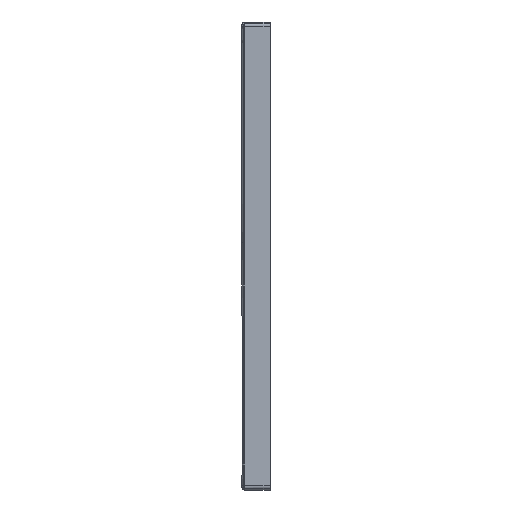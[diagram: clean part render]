
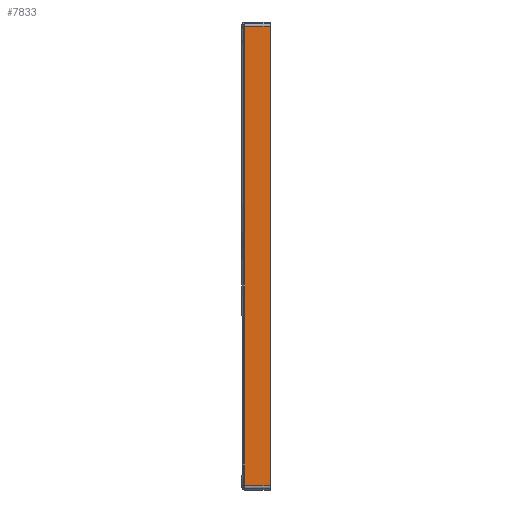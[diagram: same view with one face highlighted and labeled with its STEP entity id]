
A CAD part, left-side view. The second image highlights one B-rep face of the part: STEP entity #7833.
In plain terms, the highlighted planar face has unit normal (-1, 0, 0).
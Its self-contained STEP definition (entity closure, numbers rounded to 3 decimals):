
#1520=CARTESIAN_POINT('',(-850.,-5.107,45.));
#1521=CARTESIAN_POINT('',(-850.,-5.107,44.156));
#1522=CARTESIAN_POINT('',(-850.,-5.107,42.477));
#1523=CARTESIAN_POINT('',(-850.,-5.107,40.818));
#1524=CARTESIAN_POINT('',(-850.,-5.107,39.993));
#1526=CARTESIAN_POINT('',(-850.,-5.049,422.5));
#1527=CARTESIAN_POINT('',(-850.,-5.053,
400.24));
#1528=CARTESIAN_POINT('',(-850.,-5.063,
355.344));
#1529=CARTESIAN_POINT('',(-850.,-5.076,291.222));
#1530=CARTESIAN_POINT('',(-850.,-5.091,
217.282));
#1531=CARTESIAN_POINT('',(-850.,-5.103,
135.789));
#1532=CARTESIAN_POINT('',(-850.,-5.107,
76.134));
#1533=CARTESIAN_POINT('',(-850.,-5.107,45.));
#1535=CARTESIAN_POINT('',(-850.,-5.,793.));
#1536=CARTESIAN_POINT('',(-850.,-5.,784.992));
#1537=CARTESIAN_POINT('',(-850.,-5.,768.345));
#1538=CARTESIAN_POINT('',(-850.,-5.001,742.829));
#1539=CARTESIAN_POINT('',(-850.,-5.003,712.724));
#1540=CARTESIAN_POINT('',(-850.,-5.006,679.169));
#1541=CARTESIAN_POINT('',(-850.,-5.01,642.544));
#1542=CARTESIAN_POINT('',(-850.,-5.015,603.663));
#1543=CARTESIAN_POINT('',(-850.,-5.022,563.133));
#1544=CARTESIAN_POINT('',(-850.,-5.029,520.424));
#1545=CARTESIAN_POINT('',(-850.,-5.038,474.404));
#1546=CARTESIAN_POINT('',(-850.,-5.045,440.304));
#1547=CARTESIAN_POINT('',(-850.,-5.049,422.5));
#1549=DIRECTION('',(0.,-1.,0.));
#1550=VECTOR('',#1549,43.);
#1551=CARTESIAN_POINT('',(-850.,-5.,793.));
#1552=LINE('',#1551,#1550);
#1553=DIRECTION('',(0.,-1.,0.));
#1554=VECTOR('',#1553,42.981);
#1555=CARTESIAN_POINT('',(-850.,-5.019,7.));
#1556=LINE('',#1555,#1554);
#1557=CARTESIAN_POINT('',(-850.,-5.107,39.993));
#1558=CARTESIAN_POINT('',(-850.,-5.098,36.537));
#1559=CARTESIAN_POINT('',(-850.,-5.079,29.487));
#1560=CARTESIAN_POINT('',(-850.,-5.05,18.739));
#1561=CARTESIAN_POINT('',(-850.,-5.029,10.985));
#1562=CARTESIAN_POINT('',(-850.,-5.019,7.));
#2222=DIRECTION('',(0.,0.,1.));
#2223=VECTOR('',#2222,786.);
#2224=CARTESIAN_POINT('',(-850.,-48.,7.));
#2225=LINE('',#2224,#2223);
#4291=CARTESIAN_POINT('',(-850.,-48.,7.));
#4292=CARTESIAN_POINT('',(-850.,-48.,793.));
#4293=VERTEX_POINT('',#4291);
#4294=VERTEX_POINT('',#4292);
#4303=VERTEX_POINT('',#1520);
#4304=VERTEX_POINT('',#1524);
#4305=VERTEX_POINT('',#1526);
#4307=VERTEX_POINT('',#1535);
#4316=CARTESIAN_POINT('',(-850.,-5.019,7.));
#4317=VERTEX_POINT('',#4316);
#7814=CARTESIAN_POINT('',(-850.,0.,0.));
#7815=DIRECTION('',(-1.,0.,0.));
#7816=DIRECTION('',(0.,0.,1.));
#7817=AXIS2_PLACEMENT_3D('',#7814,#7815,#7816);
#7818=PLANE('',#7817);
#7819=ORIENTED_EDGE('',*,*,#7756,.F.);
#7820=ORIENTED_EDGE('',*,*,#7804,.F.);
#7822=ORIENTED_EDGE('',*,*,#7821,.F.);
#7824=ORIENTED_EDGE('',*,*,#7823,.T.);
#7826=ORIENTED_EDGE('',*,*,#7825,.F.);
#7828=ORIENTED_EDGE('',*,*,#7827,.F.);
#7830=ORIENTED_EDGE('',*,*,#7829,.F.);
#7831=EDGE_LOOP('',(#7819,#7820,#7822,#7824,#7826,#7828,#7830));
#7832=FACE_OUTER_BOUND('',#7831,.F.);
#7833=ADVANCED_FACE('',(#7832),#7818,.T.);
#1525=B_SPLINE_CURVE_WITH_KNOTS('',3,(#1520,#1521,#1522,#1523,#1524),
.UNSPECIFIED.,.F.,.F.,(4,1,4),(0.,0.5,1.),.UNSPECIFIED.);
#1534=B_SPLINE_CURVE_WITH_KNOTS('',3,(#1526,#1527,#1528,#1529,#1530,#1531,#1532,
#1533),.UNSPECIFIED.,.F.,.F.,(4,1,1,1,1,4),(0.,0.2,0.4,0.6,0.8,1.),
.UNSPECIFIED.);
#1548=B_SPLINE_CURVE_WITH_KNOTS('',3,(#1535,#1536,#1537,#1538,#1539,#1540,#1541,
#1542,#1543,#1544,#1545,#1546,#1547),.UNSPECIFIED.,.F.,.F.,(4,1,1,1,1,1,1,1,1,1,
4),(0.,0.1,0.2,0.3,0.4,0.5,0.6,0.7,0.8,0.9,1.),
.UNSPECIFIED.);
#1563=B_SPLINE_CURVE_WITH_KNOTS('',3,(#1557,#1558,#1559,#1560,#1561,#1562),
.UNSPECIFIED.,.F.,.F.,(4,1,1,4),(0.,0.333,0.667,1.),
.UNSPECIFIED.);
#7756=EDGE_CURVE('',#4303,#4304,#1525,.T.);
#7804=EDGE_CURVE('',#4305,#4303,#1534,.T.);
#7821=EDGE_CURVE('',#4307,#4305,#1548,.T.);
#7823=EDGE_CURVE('',#4307,#4294,#1552,.T.);
#7825=EDGE_CURVE('',#4293,#4294,#2225,.T.);
#7827=EDGE_CURVE('',#4317,#4293,#1556,.T.);
#7829=EDGE_CURVE('',#4304,#4317,#1563,.T.);
